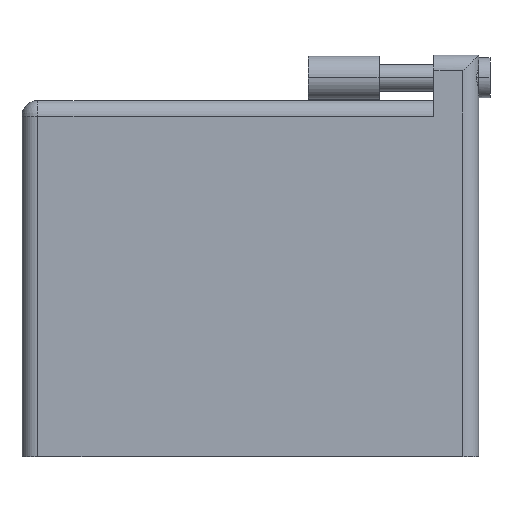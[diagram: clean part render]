
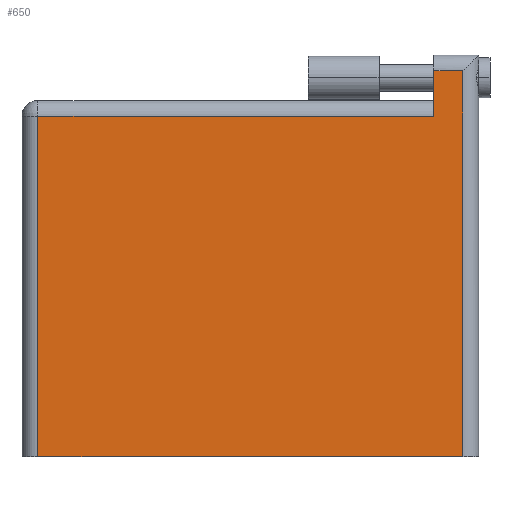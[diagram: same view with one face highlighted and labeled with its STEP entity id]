
A CAD part, top view. The second image highlights one B-rep face of the part: STEP entity #650.
In plain terms, the highlighted planar face has unit normal (0, 0, 1).
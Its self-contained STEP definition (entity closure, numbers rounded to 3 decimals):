
#21 = EDGE_CURVE ( 'NONE', #1440, #1338, #2163, .T. ) ;
#41 = ORIENTED_EDGE ( 'NONE', *, *, #2090, .T. ) ;
#87 = VECTOR ( 'NONE', #1269, 1000. ) ;
#135 = DIRECTION ( 'NONE',  ( -1., 0., 0. ) ) ;
#195 = DIRECTION ( 'NONE',  ( -1., 0., 0. ) ) ;
#220 = VECTOR ( 'NONE', #1969, 1000. ) ;
#249 = CARTESIAN_POINT ( 'NONE',  ( 45.999, 43.078, 0. ) ) ;
#283 = CARTESIAN_POINT ( 'NONE',  ( 0., 37.998, 0. ) ) ;
#314 = CARTESIAN_POINT ( 'NONE',  ( 1.778, 0., 0. ) ) ;
#365 = PLANE ( 'NONE',  #889 ) ;
#433 = LINE ( 'NONE', #314, #886 ) ;
#444 = CARTESIAN_POINT ( 'NONE',  ( 1.778, 0., 0. ) ) ;
#447 = VECTOR ( 'NONE', #135, 1000. ) ;
#528 = VERTEX_POINT ( 'NONE', #2082 ) ;
#540 = CARTESIAN_POINT ( 'NONE',  ( 0., 39.776, 0. ) ) ;
#578 = LINE ( 'NONE', #1995, #220 ) ;
#605 = ORIENTED_EDGE ( 'NONE', *, *, #21, .T. ) ;
#645 = ORIENTED_EDGE ( 'NONE', *, *, #1604, .T. ) ;
#650 = ADVANCED_FACE ( 'NONE', ( #1585 ), #365, .F. ) ;
#683 = DIRECTION ( 'NONE',  ( 0., -1., 0. ) ) ;
#718 = CARTESIAN_POINT ( 'NONE',  ( 49.225, 44.856, 0. ) ) ;
#779 = ORIENTED_EDGE ( 'NONE', *, *, #1542, .T. ) ;
#810 = CARTESIAN_POINT ( 'NONE',  ( 0., 43.078, 0. ) ) ;
#886 = VECTOR ( 'NONE', #1705, 1000. ) ;
#889 = AXIS2_PLACEMENT_3D ( 'NONE', #540, #1781, #195 ) ;
#954 = VERTEX_POINT ( 'NONE', #1760 ) ;
#1048 = CARTESIAN_POINT ( 'NONE',  ( 49.225, 43.078, 0. ) ) ;
#1058 = EDGE_CURVE ( 'NONE', #1248, #954, #1912, .T. ) ;
#1248 = VERTEX_POINT ( 'NONE', #249 ) ;
#1269 = DIRECTION ( 'NONE',  ( 0., 1., 0. ) ) ;
#1300 = LINE ( 'NONE', #810, #1331 ) ;
#1331 = VECTOR ( 'NONE', #1334, 1000. ) ;
#1334 = DIRECTION ( 'NONE',  ( -1., 0., 0. ) ) ;
#1338 = VERTEX_POINT ( 'NONE', #1048 ) ;
#1440 = VERTEX_POINT ( 'NONE', #1628 ) ;
#1509 = EDGE_LOOP ( 'NONE', ( #779, #605, #645, #1675, #41, #1869 ) ) ;
#1521 = VECTOR ( 'NONE', #683, 1000. ) ;
#1542 = EDGE_CURVE ( 'NONE', #2262, #1440, #578, .T. ) ;
#1585 = FACE_OUTER_BOUND ( 'NONE', #1509, .T. ) ;
#1604 = EDGE_CURVE ( 'NONE', #1338, #1248, #1300, .T. ) ;
#1628 = CARTESIAN_POINT ( 'NONE',  ( 49.225, 0., 0. ) ) ;
#1675 = ORIENTED_EDGE ( 'NONE', *, *, #1058, .T. ) ;
#1705 = DIRECTION ( 'NONE',  ( 0., -1., 0. ) ) ;
#1740 = LINE ( 'NONE', #283, #447 ) ;
#1760 = CARTESIAN_POINT ( 'NONE',  ( 45.999, 37.998, 0. ) ) ;
#1781 = DIRECTION ( 'NONE',  ( 0., 0., -1. ) ) ;
#1869 = ORIENTED_EDGE ( 'NONE', *, *, #2052, .T. ) ;
#1912 = LINE ( 'NONE', #2265, #1521 ) ;
#1969 = DIRECTION ( 'NONE',  ( 1., 0., 0. ) ) ;
#1995 = CARTESIAN_POINT ( 'NONE',  ( 0., 0., 0. ) ) ;
#2052 = EDGE_CURVE ( 'NONE', #528, #2262, #433, .T. ) ;
#2082 = CARTESIAN_POINT ( 'NONE',  ( 1.778, 37.998, 0. ) ) ;
#2090 = EDGE_CURVE ( 'NONE', #954, #528, #1740, .T. ) ;
#2163 = LINE ( 'NONE', #718, #87 ) ;
#2262 = VERTEX_POINT ( 'NONE', #444 ) ;
#2265 = CARTESIAN_POINT ( 'NONE',  ( 45.999, 44.856, 0. ) ) ;
